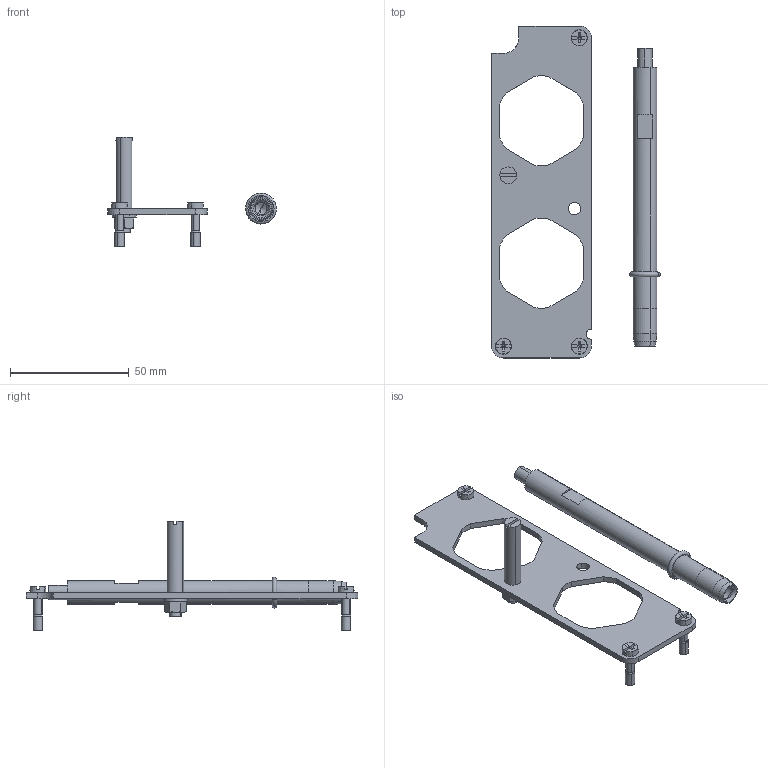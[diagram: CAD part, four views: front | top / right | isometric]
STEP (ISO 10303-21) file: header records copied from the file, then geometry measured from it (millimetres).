
FILE_DESCRIPTION(('CATIA V5 STEP Exchange','CAx-IF Rec.Pracs.--- Model Styling and Organization---1.5--- 2016-08-15','CAx-IF Rec.Pracs.---Supplemental Geometry---1.0---2011-11-01','CAx-IF Rec.Pracs.--- Composite Materials ---1.1---2010-07-15'),'2;1');
FILE_NAME ('2114399-4_0', '2025-01-06T08:36:51+00:00', ('none'), ('Weidmueller'), 'CATIA Version 5-6 Release 2022 SP4 HF5', 'CATIA V5 STEP AP214 v3', 'none');
FILE_SCHEMA(('AUTOMOTIVE_DESIGN { 1 0 10303 214 1 1 1 1 }'));
Length unit declared in the file: millimetre
Products named in the file (1): 3118130000
Bounding box: 71.18 x 140 x 46 mm (x, y, z)
Volume: 19792.9 mm3; surface area: 15067.3 mm2
Topology: 2 solids, 4 shells, 223 faces, 596 edges, 383 vertices
Faces by surface type: plane 116, cylinder 59, cone 36, torus 8, revolution 4
Entity records: 6538 total; most frequent: CARTESIAN_POINT 1384, ORIENTED_EDGE 1172, DIRECTION 831, EDGE_CURVE 586, VERTEX_POINT 383, VECTOR 350, LINE 350, AXIS2_PLACEMENT_3D 337
